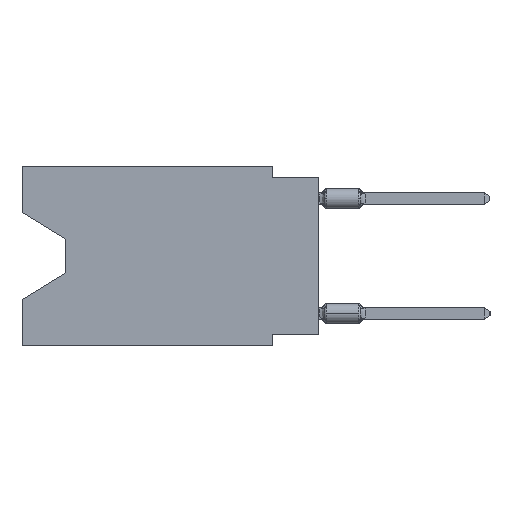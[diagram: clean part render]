
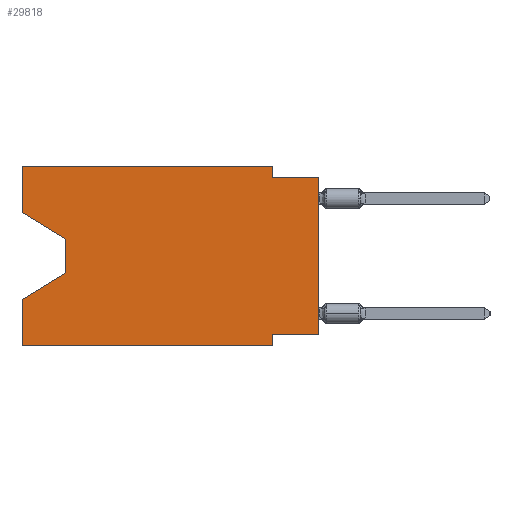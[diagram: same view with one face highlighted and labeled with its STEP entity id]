
A CAD part, left-side view. The second image highlights one B-rep face of the part: STEP entity #29818.
In plain terms, the highlighted planar face has unit normal (-1, 0, 0).
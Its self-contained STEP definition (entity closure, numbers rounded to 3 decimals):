
#147 = CARTESIAN_POINT ( 'NONE',  ( 0., 0., -9.271 ) ) ;
#242 = VERTEX_POINT ( 'NONE', #21039 ) ;
#519 = CARTESIAN_POINT ( 'NONE',  ( 0., 2.54, -9.906 ) ) ;
#1686 = VECTOR ( 'NONE', #21371, 1000. ) ;
#1794 = ORIENTED_EDGE ( 'NONE', *, *, #7071, .F. ) ;
#1815 = VECTOR ( 'NONE', #6321, 1000. ) ;
#2007 = CARTESIAN_POINT ( 'NONE',  ( 0., 13.97, -4.013 ) ) ;
#2148 = LINE ( 'NONE', #9570, #1686 ) ;
#2203 = VERTEX_POINT ( 'NONE', #28202 ) ;
#2543 = VECTOR ( 'NONE', #23826, 1000. ) ;
#3161 = DIRECTION ( 'NONE',  ( 1., 0., 0. ) ) ;
#3377 = CARTESIAN_POINT ( 'NONE',  ( 0., 13.97, -4.013 ) ) ;
#3460 = CARTESIAN_POINT ( 'NONE',  ( 0., 2.54, 0. ) ) ;
#3726 = EDGE_CURVE ( 'NONE', #9231, #29511, #18232, .T. ) ;
#4311 = EDGE_LOOP ( 'NONE', ( #21310, #25080, #20486, #29155, #28839, #18661, #1794, #9090, #28945, #23807, #4954, #8179 ) ) ;
#4486 = CARTESIAN_POINT ( 'NONE',  ( 0., 0., -0.635 ) ) ;
#4702 = CARTESIAN_POINT ( 'NONE',  ( 0., 0., -0.635 ) ) ;
#4788 = EDGE_CURVE ( 'NONE', #242, #2203, #21799, .T. ) ;
#4954 = ORIENTED_EDGE ( 'NONE', *, *, #6150, .F. ) ;
#5341 = DIRECTION ( 'NONE',  ( 0., 1., 0. ) ) ;
#5401 = VECTOR ( 'NONE', #21521, 1000. ) ;
#5688 = CARTESIAN_POINT ( 'NONE',  ( 0., 16.383, 0. ) ) ;
#6150 = EDGE_CURVE ( 'NONE', #24543, #13558, #2148, .T. ) ;
#6321 = DIRECTION ( 'NONE',  ( 0., 0., 1. ) ) ;
#6956 = VERTEX_POINT ( 'NONE', #147 ) ;
#7071 = EDGE_CURVE ( 'NONE', #6956, #242, #17918, .T. ) ;
#7257 = CARTESIAN_POINT ( 'NONE',  ( 0., 16.383, -9.906 ) ) ;
#8179 = ORIENTED_EDGE ( 'NONE', *, *, #11538, .F. ) ;
#8330 = DIRECTION ( 'NONE',  ( 0., 0., 1. ) ) ;
#8834 = VERTEX_POINT ( 'NONE', #28456 ) ;
#9090 = ORIENTED_EDGE ( 'NONE', *, *, #12627, .T. ) ;
#9231 = VERTEX_POINT ( 'NONE', #20652 ) ;
#9570 = CARTESIAN_POINT ( 'NONE',  ( 0., 16.383, 0. ) ) ;
#9722 = LINE ( 'NONE', #24221, #5401 ) ;
#10087 = VECTOR ( 'NONE', #25833, 1000. ) ;
#10646 = VECTOR ( 'NONE', #26259, 1000. ) ;
#10883 = CARTESIAN_POINT ( 'NONE',  ( 0., 2.54, -0.635 ) ) ;
#10916 = EDGE_CURVE ( 'NONE', #16434, #23746, #16982, .T. ) ;
#11538 = EDGE_CURVE ( 'NONE', #26031, #24543, #30167, .T. ) ;
#11851 = CARTESIAN_POINT ( 'NONE',  ( 0., 16.383, -2.546 ) ) ;
#12432 = CARTESIAN_POINT ( 'NONE',  ( 0., 0., -9.271 ) ) ;
#12627 = EDGE_CURVE ( 'NONE', #6956, #23746, #9722, .T. ) ;
#12929 = FACE_OUTER_BOUND ( 'NONE', #4311, .T. ) ;
#13495 = PLANE ( 'NONE',  #29902 ) ;
#13558 = VERTEX_POINT ( 'NONE', #3460 ) ;
#13821 = EDGE_CURVE ( 'NONE', #8834, #29511, #21405, .T. ) ;
#14213 = LINE ( 'NONE', #11851, #2543 ) ;
#15633 = CARTESIAN_POINT ( 'NONE',  ( 0., 16.383, -7.36 ) ) ;
#15813 = LINE ( 'NONE', #3377, #26212 ) ;
#15964 = CARTESIAN_POINT ( 'NONE',  ( 0., 16.383, -2.546 ) ) ;
#16020 = CARTESIAN_POINT ( 'NONE',  ( 0., 2.54, 0. ) ) ;
#16304 = EDGE_CURVE ( 'NONE', #26031, #22372, #14213, .T. ) ;
#16434 = VERTEX_POINT ( 'NONE', #10883 ) ;
#16982 = LINE ( 'NONE', #4702, #21943 ) ;
#17918 = LINE ( 'NONE', #12432, #30963 ) ;
#18230 = EDGE_CURVE ( 'NONE', #13558, #16434, #18702, .T. ) ;
#18232 = LINE ( 'NONE', #25060, #21735 ) ;
#18661 = ORIENTED_EDGE ( 'NONE', *, *, #4788, .F. ) ;
#18702 = LINE ( 'NONE', #16020, #10087 ) ;
#19382 = LINE ( 'NONE', #7257, #29501 ) ;
#20486 = ORIENTED_EDGE ( 'NONE', *, *, #13821, .T. ) ;
#20500 = CARTESIAN_POINT ( 'NONE',  ( 0., 16.383, 0. ) ) ;
#20531 = VECTOR ( 'NONE', #22151, 1000. ) ;
#20652 = CARTESIAN_POINT ( 'NONE',  ( 0., 16.383, -9.906 ) ) ;
#21039 = CARTESIAN_POINT ( 'NONE',  ( 0., 2.54, -9.271 ) ) ;
#21310 = ORIENTED_EDGE ( 'NONE', *, *, #16304, .T. ) ;
#21371 = DIRECTION ( 'NONE',  ( 0., -1., 0. ) ) ;
#21394 = DIRECTION ( 'NONE',  ( 0., -1., 0. ) ) ;
#21405 = LINE ( 'NONE', #30923, #20531 ) ;
#21521 = DIRECTION ( 'NONE',  ( 0., 0., 1. ) ) ;
#21735 = VECTOR ( 'NONE', #8330, 1000. ) ;
#21799 = LINE ( 'NONE', #519, #10646 ) ;
#21943 = VECTOR ( 'NONE', #21394, 1000. ) ;
#22133 = EDGE_CURVE ( 'NONE', #9231, #2203, #19382, .T. ) ;
#22151 = DIRECTION ( 'NONE',  ( 0., 0.855, -0.519 ) ) ;
#22372 = VERTEX_POINT ( 'NONE', #2007 ) ;
#23746 = VERTEX_POINT ( 'NONE', #4486 ) ;
#23807 = ORIENTED_EDGE ( 'NONE', *, *, #18230, .F. ) ;
#23826 = DIRECTION ( 'NONE',  ( 0., -0.855, -0.519 ) ) ;
#24221 = CARTESIAN_POINT ( 'NONE',  ( 0., 0., 0. ) ) ;
#24543 = VERTEX_POINT ( 'NONE', #25567 ) ;
#25060 = CARTESIAN_POINT ( 'NONE',  ( 0., 16.383, 0. ) ) ;
#25080 = ORIENTED_EDGE ( 'NONE', *, *, #25889, .T. ) ;
#25567 = CARTESIAN_POINT ( 'NONE',  ( 0., 16.383, 0. ) ) ;
#25833 = DIRECTION ( 'NONE',  ( 0., 0., -1. ) ) ;
#25889 = EDGE_CURVE ( 'NONE', #22372, #8834, #15813, .T. ) ;
#26031 = VERTEX_POINT ( 'NONE', #15964 ) ;
#26212 = VECTOR ( 'NONE', #27220, 1000. ) ;
#26259 = DIRECTION ( 'NONE',  ( 0., 0., -1. ) ) ;
#27220 = DIRECTION ( 'NONE',  ( 0., 0., -1. ) ) ;
#28202 = CARTESIAN_POINT ( 'NONE',  ( 0., 2.54, -9.906 ) ) ;
#28456 = CARTESIAN_POINT ( 'NONE',  ( 0., 13.97, -5.893 ) ) ;
#28839 = ORIENTED_EDGE ( 'NONE', *, *, #22133, .T. ) ;
#28945 = ORIENTED_EDGE ( 'NONE', *, *, #10916, .F. ) ;
#29053 = DIRECTION ( 'NONE',  ( 0., -1., 0. ) ) ;
#29155 = ORIENTED_EDGE ( 'NONE', *, *, #3726, .F. ) ;
#29501 = VECTOR ( 'NONE', #29053, 1000. ) ;
#29511 = VERTEX_POINT ( 'NONE', #15633 ) ;
#29535 = DIRECTION ( 'NONE',  ( 0., 0., -1. ) ) ;
#29818 = ADVANCED_FACE ( 'NONE', ( #12929 ), #13495, .F. ) ;
#29902 = AXIS2_PLACEMENT_3D ( 'NONE', #5688, #3161, #29535 ) ;
#30167 = LINE ( 'NONE', #20500, #1815 ) ;
#30923 = CARTESIAN_POINT ( 'NONE',  ( 0., 13.97, -5.893 ) ) ;
#30963 = VECTOR ( 'NONE', #5341, 1000. ) ;
